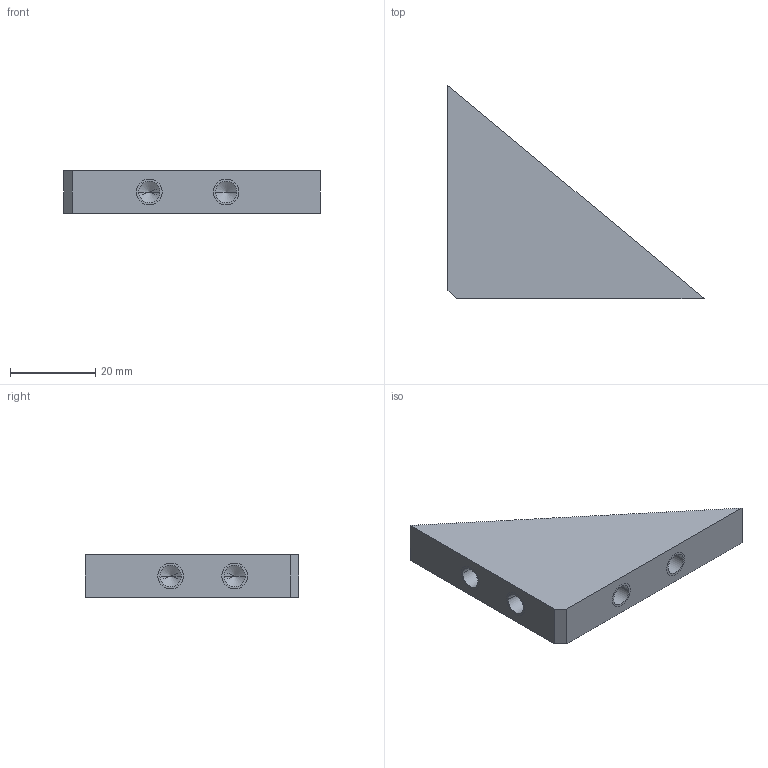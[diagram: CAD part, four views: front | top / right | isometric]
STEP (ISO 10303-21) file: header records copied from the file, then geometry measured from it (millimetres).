
FILE_DESCRIPTION((''),'2;1');
FILE_NAME('ENTRETOISE_PLAQUE','2021-10-06T07:44:37',('laure'),(''),'CREO PARAMETRIC BY PTC INC, 2020281','CREO PARAMETRIC BY PTC INC, 2020281','');
FILE_SCHEMA(('CONFIG_CONTROL_DESIGN'));
Length unit declared in the file: millimetre
Products named in the file (1): ENTRETOISE_PLAQUE
Bounding box: 60 x 50 x 10 mm (x, y, z)
Volume: 13762.6 mm3; surface area: 6760.2 mm2
Topology: 1 solids, 5 shells, 34 faces, 84 edges, 52 vertices
Faces by surface type: cylinder 16, plane 10, cone 8
Entity records: 1007 total; most frequent: DIRECTION 186, CARTESIAN_POINT 163, ORIENTED_EDGE 136, EDGE_CURVE 76, AXIS2_PLACEMENT_3D 75, VERTEX_POINT 52, EDGE_LOOP 42, CIRCLE 40
